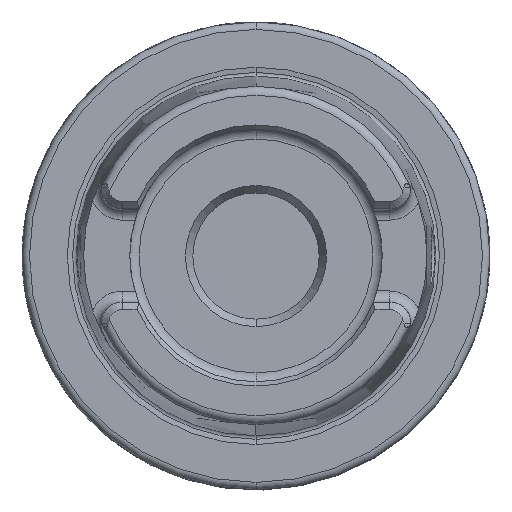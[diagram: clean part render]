
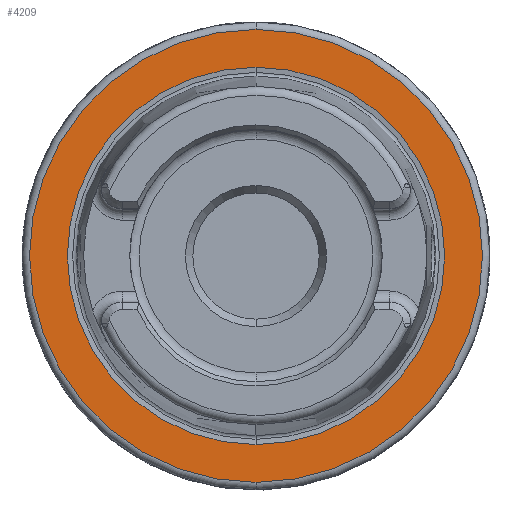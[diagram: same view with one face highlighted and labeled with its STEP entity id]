
A CAD part, top view. The second image highlights one B-rep face of the part: STEP entity #4209.
In plain terms, the highlighted planar face has unit normal (0, 0, 1).
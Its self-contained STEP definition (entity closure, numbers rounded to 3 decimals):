
#1264=CARTESIAN_POINT('',(0,0,26));
#1265=DIRECTION('',(0,0,-1));
#1266=DIRECTION('',(0,1,0));
#1267=AXIS2_PLACEMENT_3D('',#1264,#1265,#1266);
#1277=CARTESIAN_POINT('',(0,0,26));
#1278=DIRECTION('',(0,0,1));
#1279=DIRECTION('',(0,1,0));
#1280=AXIS2_PLACEMENT_3D('',#1277,#1278,#1279);
#1282=CARTESIAN_POINT('',(0,0,26));
#1283=DIRECTION('',(0,0,1));
#1284=DIRECTION('',(0,1,0));
#1285=AXIS2_PLACEMENT_3D('',#1282,#1283,#1284);
#1287=CARTESIAN_POINT('',(0,0,26));
#1288=DIRECTION('',(0,0,1));
#1289=DIRECTION('',(0,-1,0));
#1290=AXIS2_PLACEMENT_3D('',#1287,#1288,#1289);
#2468=CARTESIAN_POINT('',(0,25.409,26));
#2470=VERTEX_POINT('',#2468);
#2504=CARTESIAN_POINT('',(0,-25.409,26));
#2506=VERTEX_POINT('',#2504);
#2570=CARTESIAN_POINT('',(0,30.5,26));
#2571=CARTESIAN_POINT('',(0,-30.5,26));
#2572=VERTEX_POINT('',#2570);
#2573=VERTEX_POINT('',#2571);
#4194=CARTESIAN_POINT('',(0,0,26));
#4195=DIRECTION('',(0,0,-1));
#4196=DIRECTION('',(0,-1,0));
#4197=AXIS2_PLACEMENT_3D('',#4194,#4195,#4196);
#4198=PLANE('',#4197);
#4200=ORIENTED_EDGE('',*,*,#4199,.F.);
#4202=ORIENTED_EDGE('',*,*,#4201,.F.);
#4203=EDGE_LOOP('',(#4200,#4202));
#4204=FACE_OUTER_BOUND('',#4203,.F.);
#4205=ORIENTED_EDGE('',*,*,#4189,.T.);
#4206=ORIENTED_EDGE('',*,*,#4173,.F.);
#4207=EDGE_LOOP('',(#4205,#4206));
#4208=FACE_BOUND('',#4207,.F.);
#4209=ADVANCED_FACE('',(#4204,#4208),#4198,.F.);
#1268=CIRCLE('',#1267,25.409);
#1281=CIRCLE('',#1280,25.409);
#1286=CIRCLE('',#1285,30.5);
#1291=CIRCLE('',#1290,30.5);
#4173=EDGE_CURVE('',#2470,#2506,#1268,.T.);
#4189=EDGE_CURVE('',#2470,#2506,#1281,.T.);
#4199=EDGE_CURVE('',#2572,#2573,#1286,.T.);
#4201=EDGE_CURVE('',#2573,#2572,#1291,.T.);
